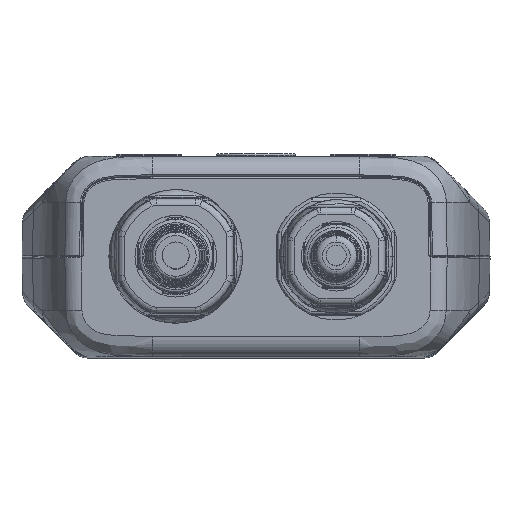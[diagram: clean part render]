
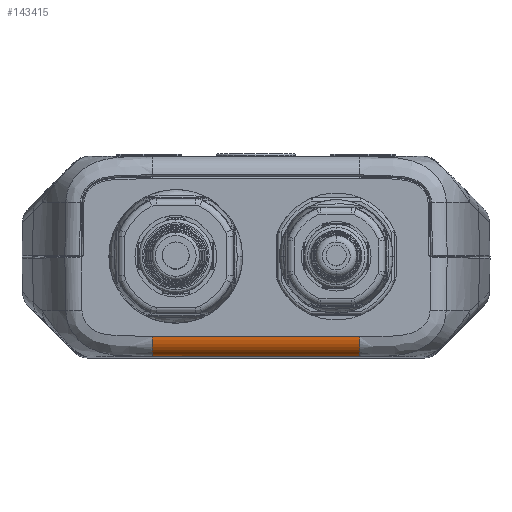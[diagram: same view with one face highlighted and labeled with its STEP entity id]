
A CAD part, top view. The second image highlights one B-rep face of the part: STEP entity #143415.
In plain terms, the highlighted cylindrical face has radius 3 mm (diameter 6 mm), a partial arc.
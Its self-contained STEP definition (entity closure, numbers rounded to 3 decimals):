
#2926 = DIRECTION ( 'NONE',  ( -1., 0., 0. ) ) ;
#4059 = CIRCLE ( 'NONE', #77453, 3. ) ;
#4537 = CARTESIAN_POINT ( 'NONE',  ( 15.498, -59.5, -12. ) ) ;
#5828 = VERTEX_POINT ( 'NONE', #114072 ) ;
#9374 = ORIENTED_EDGE ( 'NONE', *, *, #147024, .F. ) ;
#11230 = VERTEX_POINT ( 'NONE', #84832 ) ;
#15982 = EDGE_CURVE ( 'NONE', #97924, #24610, #34937, .T. ) ;
#21286 = CARTESIAN_POINT ( 'NONE',  ( -15.498, -59.5, -12. ) ) ;
#22340 = CARTESIAN_POINT ( 'NONE',  ( -15.498, -62.5, -12. ) ) ;
#24610 = VERTEX_POINT ( 'NONE', #22340 ) ;
#34937 = CIRCLE ( 'NONE', #113708, 3. ) ;
#40719 = VERTEX_POINT ( 'NONE', #119819 ) ;
#41670 = AXIS2_PLACEMENT_3D ( 'NONE', #21286, #82901, #95983 ) ;
#42293 = DIRECTION ( 'NONE',  ( 0., 0., -1. ) ) ;
#46799 = DIRECTION ( 'NONE',  ( -1., 0., 0. ) ) ;
#47602 = DIRECTION ( 'NONE',  ( 0., 0., -1. ) ) ;
#48072 = EDGE_CURVE ( 'NONE', #99001, #97924, #149193, .T. ) ;
#52745 = DIRECTION ( 'NONE',  ( 0., 0., -1. ) ) ;
#56388 = AXIS2_PLACEMENT_3D ( 'NONE', #105227, #92880, #52745 ) ;
#59089 = CYLINDRICAL_SURFACE ( 'NONE', #121469, 3. ) ;
#61467 = EDGE_LOOP ( 'NONE', ( #91104, #91198, #83298, #66602, #150113, #9374 ) ) ;
#66602 = ORIENTED_EDGE ( 'NONE', *, *, #15982, .F. ) ;
#66656 = CARTESIAN_POINT ( 'NONE',  ( 15.498, -62.5, -12. ) ) ;
#73044 = FACE_OUTER_BOUND ( 'NONE', #61467, .T. ) ;
#75719 = CARTESIAN_POINT ( 'NONE',  ( -15.498, -61., -14.598 ) ) ;
#77453 = AXIS2_PLACEMENT_3D ( 'NONE', #4537, #2926, #42293 ) ;
#81835 = EDGE_CURVE ( 'NONE', #11230, #24610, #143856, .T. ) ;
#82901 = DIRECTION ( 'NONE',  ( -1., 0., 0. ) ) ;
#83298 = ORIENTED_EDGE ( 'NONE', *, *, #81835, .T. ) ;
#84832 = CARTESIAN_POINT ( 'NONE',  ( 15.498, -62.5, -12. ) ) ;
#91104 = ORIENTED_EDGE ( 'NONE', *, *, #161317, .F. ) ;
#91198 = ORIENTED_EDGE ( 'NONE', *, *, #106984, .T. ) ;
#91711 = CARTESIAN_POINT ( 'NONE',  ( 15.498, -59.5, -15. ) ) ;
#92880 = DIRECTION ( 'NONE',  ( -1., 0., 0. ) ) ;
#95983 = DIRECTION ( 'NONE',  ( 0., -0.067, -0.998 ) ) ;
#97924 = VERTEX_POINT ( 'NONE', #75719 ) ;
#99001 = VERTEX_POINT ( 'NONE', #117289 ) ;
#101698 = DIRECTION ( 'NONE',  ( 0., -0.5, -0.866 ) ) ;
#105227 = CARTESIAN_POINT ( 'NONE',  ( -15.498, -59.5, -12. ) ) ;
#106984 = EDGE_CURVE ( 'NONE', #40719, #11230, #4059, .T. ) ;
#109980 = CARTESIAN_POINT ( 'NONE',  ( 25.566, -59.5, -12. ) ) ;
#111594 = CARTESIAN_POINT ( 'NONE',  ( -15.498, -59.5, -12. ) ) ;
#113708 = AXIS2_PLACEMENT_3D ( 'NONE', #111594, #149411, #101698 ) ;
#114072 = CARTESIAN_POINT ( 'NONE',  ( -15.498, -59.5, -15. ) ) ;
#117289 = CARTESIAN_POINT ( 'NONE',  ( -15.498, -59.7, -14.993 ) ) ;
#119819 = CARTESIAN_POINT ( 'NONE',  ( 15.498, -59.5, -15. ) ) ;
#121469 = AXIS2_PLACEMENT_3D ( 'NONE', #109980, #46799, #47602 ) ;
#127905 = DIRECTION ( 'NONE',  ( -1., 0., 0. ) ) ;
#137661 = VECTOR ( 'NONE', #127905, 1000. ) ;
#141045 = LINE ( 'NONE', #91711, #137661 ) ;
#143415 = ADVANCED_FACE ( 'NONE', ( #73044 ), #59089, .T. ) ;
#143856 = LINE ( 'NONE', #66656, #152969 ) ;
#147024 = EDGE_CURVE ( 'NONE', #5828, #99001, #161335, .T. ) ;
#149193 = CIRCLE ( 'NONE', #41670, 3. ) ;
#149411 = DIRECTION ( 'NONE',  ( -1., 0., 0. ) ) ;
#150113 = ORIENTED_EDGE ( 'NONE', *, *, #48072, .F. ) ;
#152969 = VECTOR ( 'NONE', #156139, 1000. ) ;
#156139 = DIRECTION ( 'NONE',  ( -1., 0., 0. ) ) ;
#161317 = EDGE_CURVE ( 'NONE', #40719, #5828, #141045, .T. ) ;
#161335 = CIRCLE ( 'NONE', #56388, 3. ) ;
